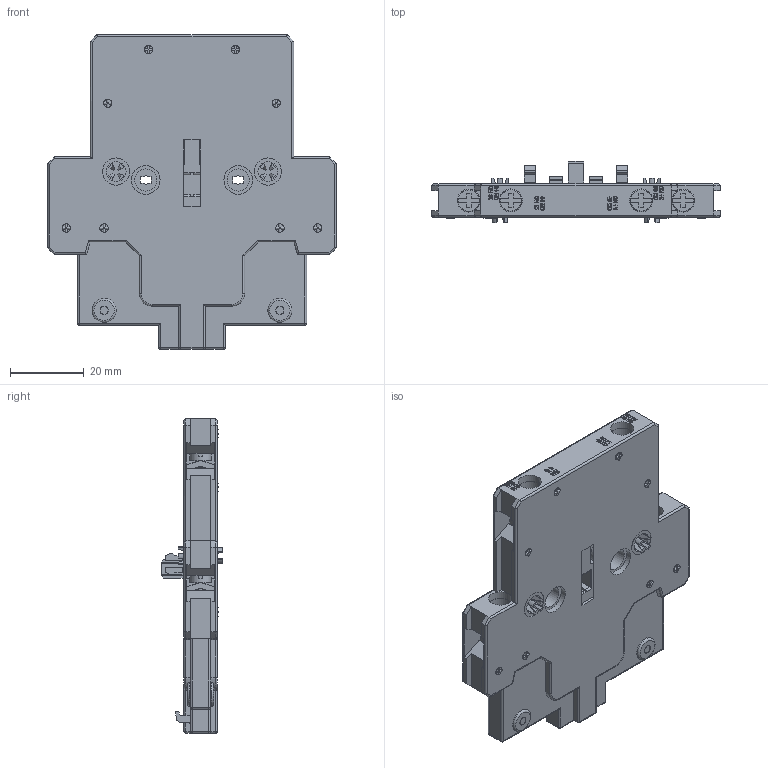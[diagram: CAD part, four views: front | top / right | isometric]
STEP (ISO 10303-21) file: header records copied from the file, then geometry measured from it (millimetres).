
FILE_DESCRIPTION((''),'2;1');
FILE_NAME('12C90083H02 - 300-SSA20.stp','2015-05-26T10:44:12',('rshanor'),(''),'Autodesk Inventor 2013','Autodesk Inventor 2013','');
FILE_SCHEMA(('AUTOMOTIVE_DESIGN { 1 2 10303 214 0 1 1 1 }'));
Length unit declared in the file: inch
Products named in the file (1): 12C90083H02
Bounding box: 78 x 16.65 x 85.01 mm (x, y, z)
Volume: 22076.2 mm3; surface area: 35968.9 mm2
Topology: 4 solids, 12 shells, 2834 faces, 7895 edges, 5063 vertices
Faces by surface type: plane 1870, cylinder 546, bspline 260, cone 108, torus 30, sphere 20
Full cylindrical faces by diameter (mm): 0.7 x2, 1.5 x4, 1.9 x2, 2 x4, 2.2 x10, 2.25 x12, 2.5 x4, 2.55 x8, 3.25 x2, 3.4 x8, 3.75 x8, 4 x8, 4.25 x10, 4.5 x12, 5.35 x4, 5.75 x4, 6 x2, 6.2 x4, 6.5 x10, 7.35 x4, 7.5 x2, 7.75 x2, 8 x2, 10.15 x2
Entity records: 98056 total; most frequent: CARTESIAN_POINT 24631, ORIENTED_EDGE 15254, DIRECTION 13500, EDGE_CURVE 7627, VECTOR 5284, LINE 5284, VERTEX_POINT 4971, AXIS2_PLACEMENT_3D 4108
